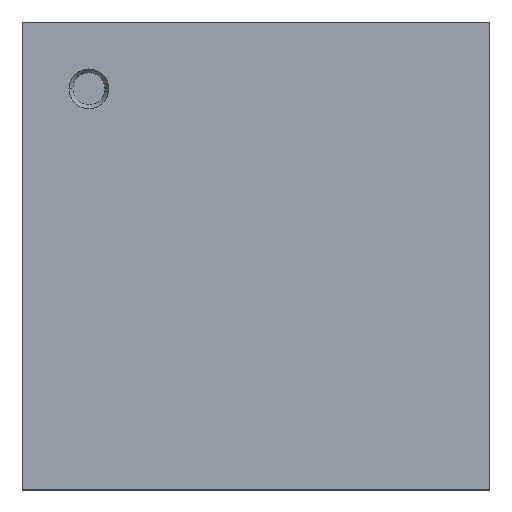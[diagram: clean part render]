
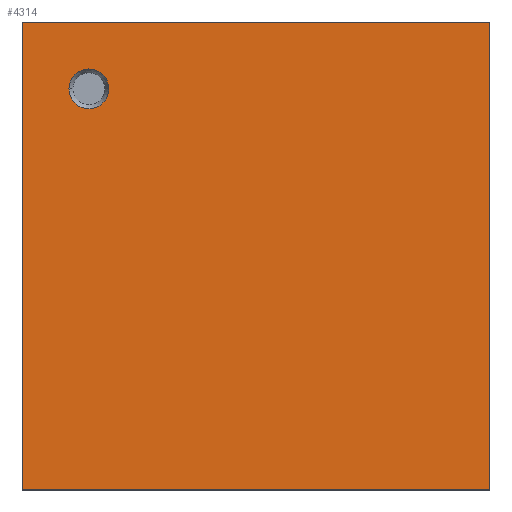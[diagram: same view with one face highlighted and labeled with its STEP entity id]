
A CAD part, top view. The second image highlights one B-rep face of the part: STEP entity #4314.
In plain terms, the highlighted planar face has unit normal (0, 0, 1).
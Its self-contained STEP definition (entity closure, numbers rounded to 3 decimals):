
#4155 = VERTEX_POINT('',#4156);
#4156 = CARTESIAN_POINT('',(-2.202,2.5,1.1));
#4162 = EDGE_CURVE('',#4163,#4155,#4165,.T.);
#4163 = VERTEX_POINT('',#4164);
#4164 = CARTESIAN_POINT('',(-2.798,2.5,1.1));
#4165 = CIRCLE('',#4166,0.298);
#4166 = AXIS2_PLACEMENT_3D('',#4167,#4168,#4169);
#4167 = CARTESIAN_POINT('',(-2.5,2.5,1.1));
#4168 = DIRECTION('',(0.,0.,1.));
#4169 = DIRECTION('',(1.,0.,0.));
#4205 = VERTEX_POINT('',#4206);
#4206 = CARTESIAN_POINT('',(-3.5,-3.5,1.1));
#4212 = EDGE_CURVE('',#4213,#4205,#4215,.T.);
#4213 = VERTEX_POINT('',#4214);
#4214 = CARTESIAN_POINT('',(-3.5,3.5,1.1));
#4215 = LINE('',#4216,#4217);
#4216 = CARTESIAN_POINT('',(-3.5,3.5,1.1));
#4217 = VECTOR('',#4218,1.);
#4218 = DIRECTION('',(0.,-1.,0.));
#4243 = VERTEX_POINT('',#4244);
#4244 = CARTESIAN_POINT('',(3.5,-3.5,1.1));
#4250 = EDGE_CURVE('',#4205,#4243,#4251,.T.);
#4251 = LINE('',#4252,#4253);
#4252 = CARTESIAN_POINT('',(-3.5,-3.5,1.1));
#4253 = VECTOR('',#4254,1.);
#4254 = DIRECTION('',(1.,0.,0.));
#4274 = VERTEX_POINT('',#4275);
#4275 = CARTESIAN_POINT('',(3.5,3.5,1.1));
#4281 = EDGE_CURVE('',#4243,#4274,#4282,.T.);
#4282 = LINE('',#4283,#4284);
#4283 = CARTESIAN_POINT('',(3.5,3.5,1.1));
#4284 = VECTOR('',#4285,1.);
#4285 = DIRECTION('',(0.,1.,0.));
#4303 = EDGE_CURVE('',#4274,#4213,#4304,.T.);
#4304 = LINE('',#4305,#4306);
#4305 = CARTESIAN_POINT('',(-3.5,3.5,1.1));
#4306 = VECTOR('',#4307,1.);
#4307 = DIRECTION('',(-1.,0.,0.));
#4314 = ADVANCED_FACE('',(#4315,#4325),#4331,.T.);
#4315 = FACE_BOUND('',#4316,.T.);
#4316 = EDGE_LOOP('',(#4317,#4324));
#4317 = ORIENTED_EDGE('',*,*,#4318,.F.);
#4318 = EDGE_CURVE('',#4155,#4163,#4319,.T.);
#4319 = CIRCLE('',#4320,0.298);
#4320 = AXIS2_PLACEMENT_3D('',#4321,#4322,#4323);
#4321 = CARTESIAN_POINT('',(-2.5,2.5,1.1));
#4322 = DIRECTION('',(0.,0.,1.));
#4323 = DIRECTION('',(1.,0.,0.));
#4324 = ORIENTED_EDGE('',*,*,#4162,.F.);
#4325 = FACE_BOUND('',#4326,.T.);
#4326 = EDGE_LOOP('',(#4327,#4328,#4329,#4330));
#4327 = ORIENTED_EDGE('',*,*,#4212,.T.);
#4328 = ORIENTED_EDGE('',*,*,#4250,.T.);
#4329 = ORIENTED_EDGE('',*,*,#4281,.T.);
#4330 = ORIENTED_EDGE('',*,*,#4303,.T.);
#4331 = PLANE('',#4332);
#4332 = AXIS2_PLACEMENT_3D('',#4333,#4334,#4335);
#4333 = CARTESIAN_POINT('',(-3.5,-3.5,1.1));
#4334 = DIRECTION('',(0.,0.,1.));
#4335 = DIRECTION('',(1.,0.,0.));
